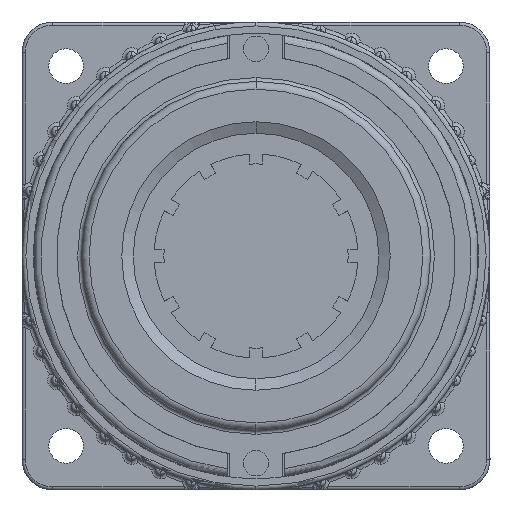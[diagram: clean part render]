
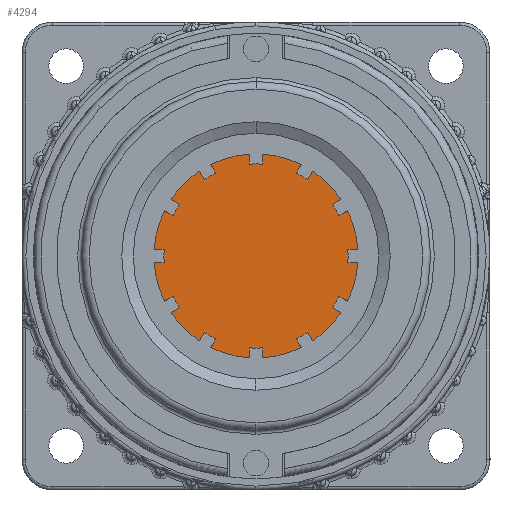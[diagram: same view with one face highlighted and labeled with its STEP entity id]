
A CAD part, front view. The second image highlights one B-rep face of the part: STEP entity #4294.
In plain terms, the highlighted planar face has unit normal (0, -1, 0).
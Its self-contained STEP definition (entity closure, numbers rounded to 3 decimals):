
#907 = CIRCLE ( 'NONE', #13462, 21. ) ;
#2071 = FACE_OUTER_BOUND ( 'NONE', #11003, .T. ) ;
#2422 = EDGE_CURVE ( 'NONE', #17229, #12017, #10780, .T. ) ;
#3265 = CARTESIAN_POINT ( 'NONE',  ( 0., -66.7, 0. ) ) ;
#3340 = ORIENTED_EDGE ( 'NONE', *, *, #4543, .T. ) ;
#3734 = ORIENTED_EDGE ( 'NONE', *, *, #2422, .T. ) ;
#4165 = CARTESIAN_POINT ( 'NONE',  ( 0., -66.7, 0. ) ) ;
#4294 = ADVANCED_FACE ( 'NONE', ( #2071 ), #7492, .T. ) ;
#4543 = EDGE_CURVE ( 'NONE', #12017, #17229, #907, .T. ) ;
#4692 = DIRECTION ( 'NONE',  ( 0., -1., 0. ) ) ;
#5567 = DIRECTION ( 'NONE',  ( 0., 0., -1. ) ) ;
#7492 = PLANE ( 'NONE',  #12828 ) ;
#8205 = DIRECTION ( 'NONE',  ( 0., -1., 0. ) ) ;
#9411 = CARTESIAN_POINT ( 'NONE',  ( 0., -66.7, 21. ) ) ;
#10780 = CIRCLE ( 'NONE', #17671, 21. ) ;
#11003 = EDGE_LOOP ( 'NONE', ( #3340, #3734 ) ) ;
#11607 = CARTESIAN_POINT ( 'NONE',  ( 0., -66.7, -21. ) ) ;
#12017 = VERTEX_POINT ( 'NONE', #11607 ) ;
#12828 = AXIS2_PLACEMENT_3D ( 'NONE', #3265, #4692, #14715 ) ;
#13462 = AXIS2_PLACEMENT_3D ( 'NONE', #16832, #8205, #18290 ) ;
#14171 = DIRECTION ( 'NONE',  ( 0., -1., 0. ) ) ;
#14715 = DIRECTION ( 'NONE',  ( 0., 0., -1. ) ) ;
#16832 = CARTESIAN_POINT ( 'NONE',  ( 0., -66.7, 0. ) ) ;
#17229 = VERTEX_POINT ( 'NONE', #9411 ) ;
#17671 = AXIS2_PLACEMENT_3D ( 'NONE', #4165, #14171, #5567 ) ;
#18290 = DIRECTION ( 'NONE',  ( 0., 0., -1. ) ) ;
